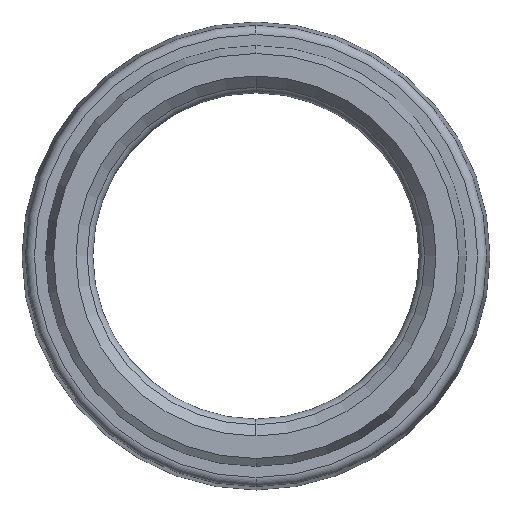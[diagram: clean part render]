
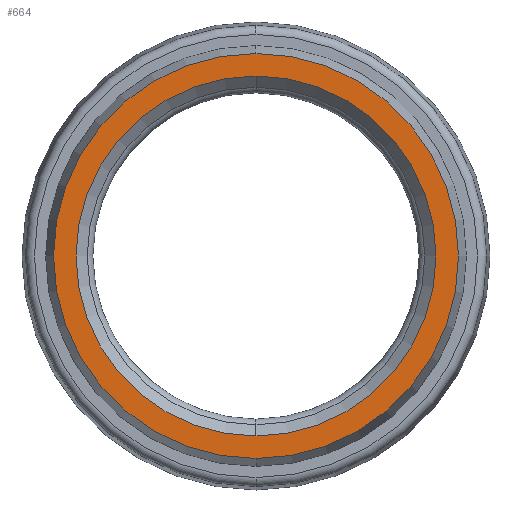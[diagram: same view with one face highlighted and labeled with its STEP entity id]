
A CAD part, left-side view. The second image highlights one B-rep face of the part: STEP entity #664.
In plain terms, the highlighted planar face has unit normal (-1, 0, 0).
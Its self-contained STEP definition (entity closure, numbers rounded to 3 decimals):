
#53 = EDGE_CURVE ( 'NONE', #1099, #1093, #1068, .T. ) ;
#149 = EDGE_CURVE ( 'NONE', #217, #236, #1105, .T. ) ;
#172 = CARTESIAN_POINT ( 'NONE',  ( 0., 0., 0. ) ) ;
#178 = DIRECTION ( 'NONE',  ( -1., 0., 0. ) ) ;
#179 = DIRECTION ( 'NONE',  ( 0., 0., 1. ) ) ;
#186 = CARTESIAN_POINT ( 'NONE',  ( 0., 0., 0. ) ) ;
#196 = ORIENTED_EDGE ( 'NONE', *, *, #149, .T. ) ;
#217 = VERTEX_POINT ( 'NONE', #1036 ) ;
#236 = VERTEX_POINT ( 'NONE', #1026 ) ;
#255 = AXIS2_PLACEMENT_3D ( 'NONE', #937, #935, #938 ) ;
#304 = ORIENTED_EDGE ( 'NONE', *, *, #53, .T. ) ;
#305 = ORIENTED_EDGE ( 'NONE', *, *, #1001, .T. ) ;
#442 = CARTESIAN_POINT ( 'NONE',  ( 0., 0., 0. ) ) ;
#444 = DIRECTION ( 'NONE',  ( -1., 0., 0. ) ) ;
#445 = DIRECTION ( 'NONE',  ( 0., 0., -1. ) ) ;
#449 = DIRECTION ( 'NONE',  ( 1., 0., 0. ) ) ;
#450 = CARTESIAN_POINT ( 'NONE',  ( 0., 0., 0. ) ) ;
#455 = DIRECTION ( 'NONE',  ( 0., 0., 1. ) ) ;
#468 = EDGE_LOOP ( 'NONE', ( #305, #304 ) ) ;
#491 = EDGE_LOOP ( 'NONE', ( #196, #956 ) ) ;
#521 = AXIS2_PLACEMENT_3D ( 'NONE', #172, #644, #1032 ) ;
#522 = AXIS2_PLACEMENT_3D ( 'NONE', #186, #178, #179 ) ;
#577 = CARTESIAN_POINT ( 'NONE',  ( 0., 0., -9. ) ) ;
#586 = CARTESIAN_POINT ( 'NONE',  ( 0., 0., 9. ) ) ;
#644 = DIRECTION ( 'NONE',  ( 1., 0., 0. ) ) ;
#664 = ADVANCED_FACE ( 'NONE', ( #812, #814 ), #936, .F. ) ;
#812 = FACE_BOUND ( 'NONE', #491, .T. ) ;
#814 = FACE_OUTER_BOUND ( 'NONE', #468, .T. ) ;
#842 = CIRCLE ( 'NONE', #988, 8. ) ;
#876 = CIRCLE ( 'NONE', #971, 9. ) ;
#935 = DIRECTION ( 'NONE',  ( 1., 0., 0. ) ) ;
#936 = PLANE ( 'NONE',  #255 ) ;
#937 = CARTESIAN_POINT ( 'NONE',  ( 0., 7.5, 0. ) ) ;
#938 = DIRECTION ( 'NONE',  ( 0., 0., -1. ) ) ;
#956 = ORIENTED_EDGE ( 'NONE', *, *, #1000, .T. ) ;
#971 = AXIS2_PLACEMENT_3D ( 'NONE', #442, #444, #455 ) ;
#988 = AXIS2_PLACEMENT_3D ( 'NONE', #450, #449, #445 ) ;
#1000 = EDGE_CURVE ( 'NONE', #236, #217, #842, .T. ) ;
#1001 = EDGE_CURVE ( 'NONE', #1093, #1099, #876, .T. ) ;
#1026 = CARTESIAN_POINT ( 'NONE',  ( 0., 0., -8. ) ) ;
#1032 = DIRECTION ( 'NONE',  ( 0., 0., -1. ) ) ;
#1036 = CARTESIAN_POINT ( 'NONE',  ( 0., 0., 8. ) ) ;
#1068 = CIRCLE ( 'NONE', #522, 9. ) ;
#1093 = VERTEX_POINT ( 'NONE', #577 ) ;
#1099 = VERTEX_POINT ( 'NONE', #586 ) ;
#1105 = CIRCLE ( 'NONE', #521, 8. ) ;
